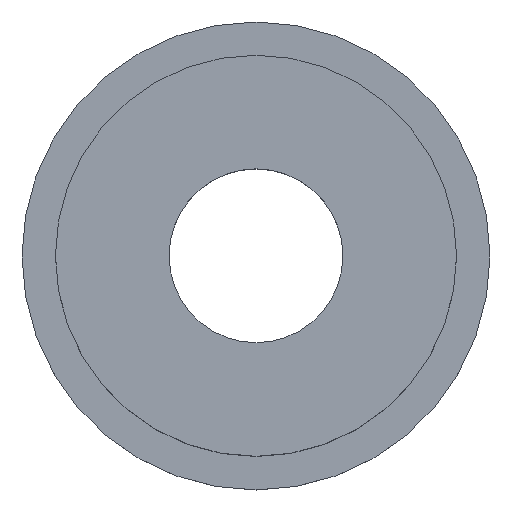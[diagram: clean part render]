
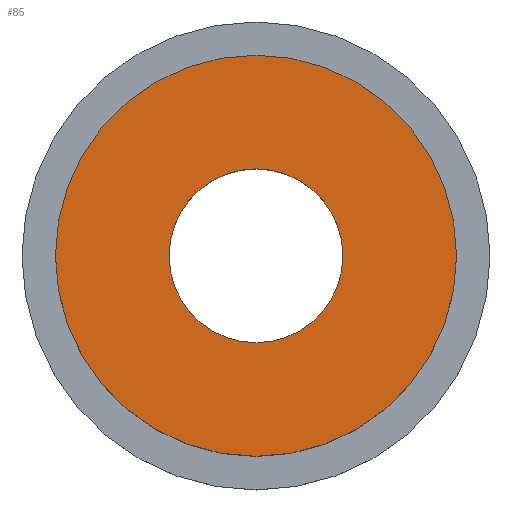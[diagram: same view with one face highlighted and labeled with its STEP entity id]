
A CAD part, top view. The second image highlights one B-rep face of the part: STEP entity #85.
In plain terms, the highlighted planar face has unit normal (0, 0, 1).
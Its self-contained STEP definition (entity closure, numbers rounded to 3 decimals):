
#15=FACE_BOUND('',#29,.T.);
#18=PLANE('',#107);
#22=FACE_OUTER_BOUND('',#28,.T.);
#28=EDGE_LOOP('',(#67));
#29=EDGE_LOOP('',(#68));
#43=CIRCLE('',#106,6.);
#44=CIRCLE('',#108,2.6);
#49=VERTEX_POINT('',#149);
#50=VERTEX_POINT('',#153);
#56=EDGE_CURVE('',#49,#49,#43,.T.);
#57=EDGE_CURVE('',#50,#50,#44,.T.);
#67=ORIENTED_EDGE('',*,*,#56,.T.);
#68=ORIENTED_EDGE('',*,*,#57,.F.);
#85=ADVANCED_FACE('',(#22,#15),#18,.T.);
#106=AXIS2_PLACEMENT_3D('',#151,#123,#124);
#107=AXIS2_PLACEMENT_3D('',#152,#125,#126);
#108=AXIS2_PLACEMENT_3D('',#154,#127,#128);
#123=DIRECTION('center_axis',(0.,0.,1.));
#124=DIRECTION('ref_axis',(1.,0.,0.));
#125=DIRECTION('center_axis',(0.,0.,1.));
#126=DIRECTION('ref_axis',(1.,0.,0.));
#127=DIRECTION('center_axis',(0.,0.,1.));
#128=DIRECTION('ref_axis',(1.,0.,0.));
#149=CARTESIAN_POINT('',(1.,7.,4.125));
#151=CARTESIAN_POINT('Origin',(7.,7.,4.125));
#152=CARTESIAN_POINT('Origin',(7.063,7.,4.125));
#153=CARTESIAN_POINT('',(4.4,7.,4.125));
#154=CARTESIAN_POINT('Origin',(7.,7.,4.125));
